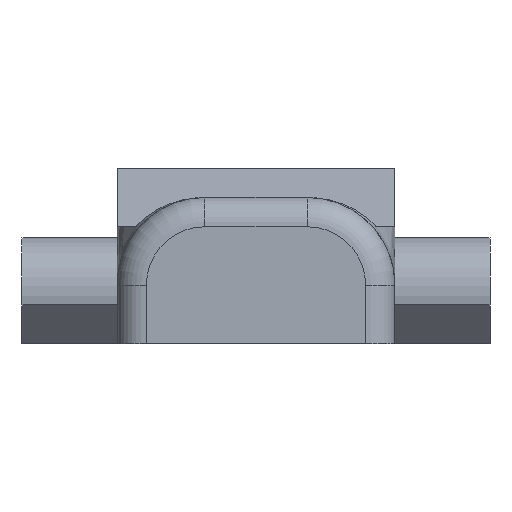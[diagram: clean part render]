
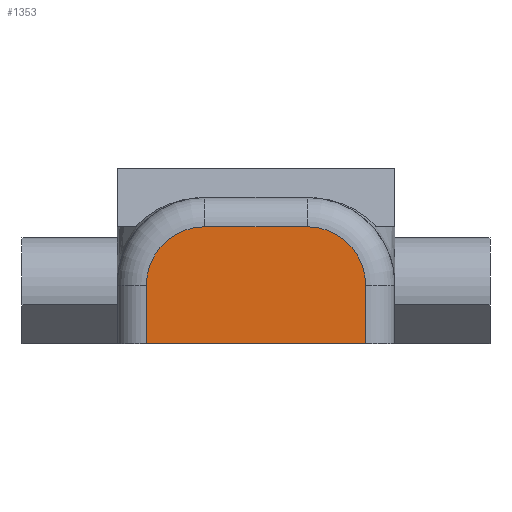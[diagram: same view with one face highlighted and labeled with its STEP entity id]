
A CAD part, front view. The second image highlights one B-rep face of the part: STEP entity #1353.
In plain terms, the highlighted planar face has unit normal (0, -1, 0).
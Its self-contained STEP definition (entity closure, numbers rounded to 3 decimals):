
#74=PLANE('',#1471);
#151=LINE('',#2120,#288);
#153=LINE('',#2126,#290);
#154=LINE('',#2129,#291);
#180=LINE('',#2221,#317);
#288=VECTOR('',#1612,10.);
#290=VECTOR('',#1618,10.);
#291=VECTOR('',#1621,10.);
#317=VECTOR('',#1665,10.);
#447=FACE_OUTER_BOUND('',#514,.T.);
#514=EDGE_LOOP('',(#1280,#1281,#1282,#1283,#1284,#1285));
#516=CIRCLE('',#1370,2.);
#530=CIRCLE('',#1392,2.);
#552=VERTEX_POINT('',#1822);
#553=VERTEX_POINT('',#1824);
#602=VERTEX_POINT('',#2012);
#605=VERTEX_POINT('',#2017);
#627=VERTEX_POINT('',#2124);
#628=VERTEX_POINT('',#2128);
#684=EDGE_CURVE('',#552,#553,#516,.T.);
#747=EDGE_CURVE('',#605,#602,#530,.T.);
#777=EDGE_CURVE('',#602,#552,#151,.T.);
#780=EDGE_CURVE('',#627,#605,#153,.T.);
#781=EDGE_CURVE('',#553,#628,#154,.T.);
#812=EDGE_CURVE('',#627,#628,#180,.T.);
#1280=ORIENTED_EDGE('',*,*,#684,.F.);
#1281=ORIENTED_EDGE('',*,*,#777,.F.);
#1282=ORIENTED_EDGE('',*,*,#747,.F.);
#1283=ORIENTED_EDGE('',*,*,#780,.F.);
#1284=ORIENTED_EDGE('',*,*,#812,.T.);
#1285=ORIENTED_EDGE('',*,*,#781,.F.);
#1353=ADVANCED_FACE('',(#447),#74,.T.);
#1370=AXIS2_PLACEMENT_3D('',#1825,#1478,#1479);
#1392=AXIS2_PLACEMENT_3D('',#2019,#1564,#1565);
#1471=AXIS2_PLACEMENT_3D('',#2657,#1817,#1818);
#1478=DIRECTION('center_axis',(0.,1.,0.));
#1479=DIRECTION('ref_axis',(0.707,0.,0.707));
#1564=DIRECTION('center_axis',(0.,1.,0.));
#1565=DIRECTION('ref_axis',(-0.707,0.,0.707));
#1612=DIRECTION('',(1.,0.,0.));
#1618=DIRECTION('',(0.,0.,1.));
#1621=DIRECTION('',(0.,0.,-1.));
#1665=DIRECTION('',(1.,0.,0.));
#1817=DIRECTION('center_axis',(0.,-1.,0.));
#1818=DIRECTION('ref_axis',(0.,0.,-1.));
#1822=CARTESIAN_POINT('',(1.75,-40.,4.));
#1824=CARTESIAN_POINT('',(3.75,-40.,2.));
#1825=CARTESIAN_POINT('Origin',(1.75,-40.,2.));
#2012=CARTESIAN_POINT('',(-1.75,-40.,4.));
#2017=CARTESIAN_POINT('',(-3.75,-40.,2.));
#2019=CARTESIAN_POINT('Origin',(-1.75,-40.,2.));
#2120=CARTESIAN_POINT('',(0.,-40.,4.));
#2124=CARTESIAN_POINT('',(-3.75,-40.,0.));
#2126=CARTESIAN_POINT('',(-3.75,-40.,4.));
#2128=CARTESIAN_POINT('',(3.75,-40.,0.));
#2129=CARTESIAN_POINT('',(3.75,-40.,4.));
#2221=CARTESIAN_POINT('',(0.,-40.,0.));
#2657=CARTESIAN_POINT('Origin',(0.,-40.,5.));
